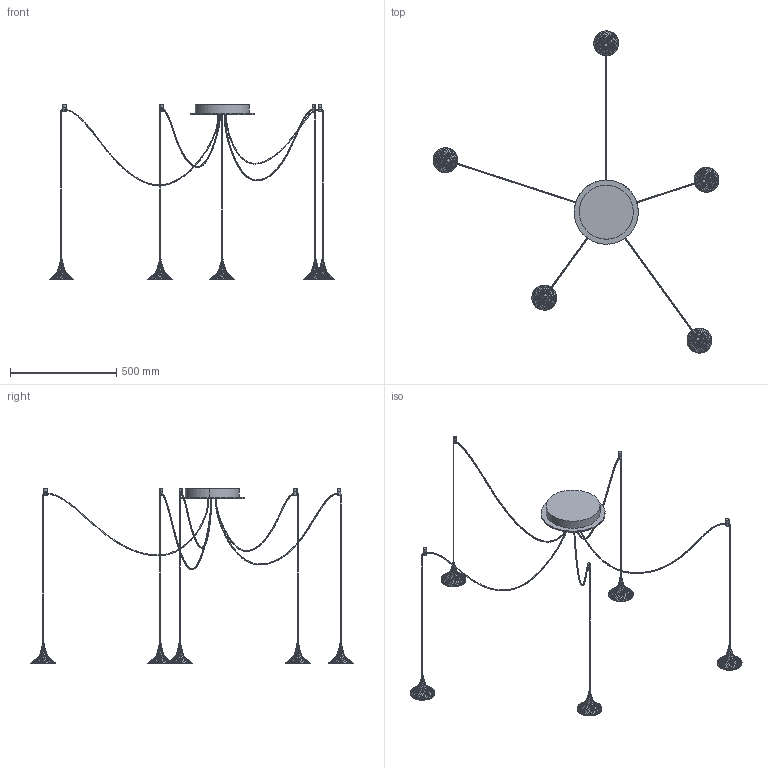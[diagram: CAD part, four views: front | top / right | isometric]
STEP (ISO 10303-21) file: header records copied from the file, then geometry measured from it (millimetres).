
FILE_DESCRIPTION(/* description */ (''),/* implementation_level */ '2;1');
FILE_NAME(/* name */ 'Unterlinden Chandelier free',/* time_stamp */ '2024-05-27T16:00:28+02:00',/* author */ (''),/* organization */ (''),/* preprocessor_version */ 'ST-DEVELOPER v16.5',/* originating_system */ 'Rhino 7.37',/* authorisation */ '');
FILE_SCHEMA (('AUTOMOTIVE_DESIGN'));
Products named in the file (16): Document; Blocco 61; Blocco 55; Blocco 51; Blocco 45; Blocco 36; Blocco 31; Blocco 22; Blocco 21; Blocco 14; Blocco 13; Blocco 12; Blocco 11; Blocco 10; Blocco 09; Blocco 07
Assembly tree (15 placements, depth 2):
  Document
    Blocco 61
    Blocco 55
    Blocco 51
    Blocco 45
    Blocco 36
    Blocco 31
    Blocco 22
    Blocco 21
    Blocco 14
    Blocco 13
    Blocco 12
    Blocco 11
    Blocco 10
    Blocco 09
    Blocco 07
Bounding box: 1348.59 x 1519.21 x 829.08 mm (x, y, z)
Volume: 781411.8 mm3; surface area: 475254.8 mm2
Topology: 10 solids, 279 shells, 1155 faces, 3069 edges, 1977 vertices
Faces by surface type: bspline 908, cylinder 149, plane 98
Entity records: 169147 total; most frequent: CARTESIAN_POINT 141385, ORIENTED_EDGE 5068, EDGE_CURVE 3034, VERTEX_POINT 1957, COLOUR_RGB 1329, FILL_AREA_STYLE_COLOUR 1329, FILL_AREA_STYLE 1329, SURFACE_STYLE_FILL_AREA 1329
